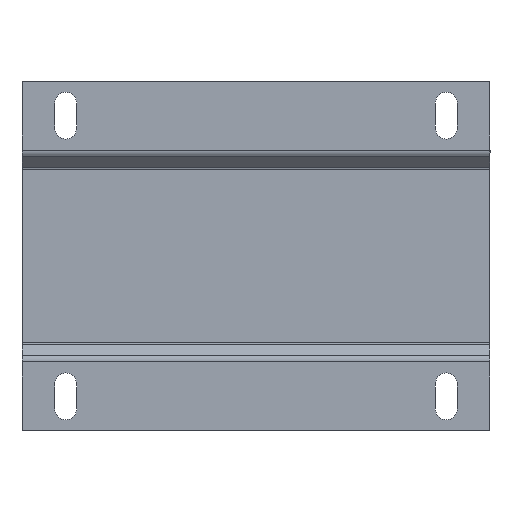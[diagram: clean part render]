
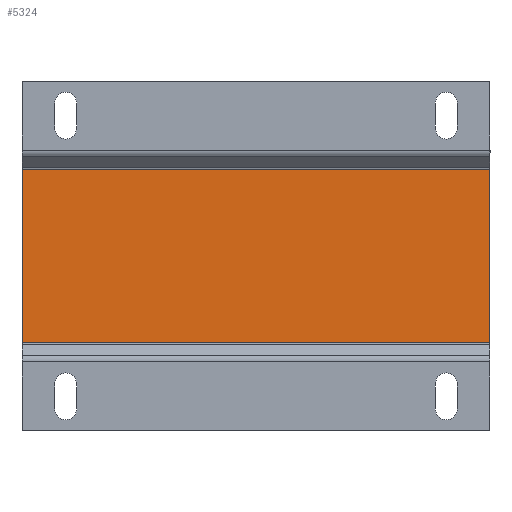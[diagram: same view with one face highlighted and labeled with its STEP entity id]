
A CAD part, front view. The second image highlights one B-rep face of the part: STEP entity #5324.
In plain terms, the highlighted planar face has unit normal (0, -1, 0).
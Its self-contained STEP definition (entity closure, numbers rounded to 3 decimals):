
#624 = CARTESIAN_POINT ( 'NONE',  ( -75., -64.5, -27.757 ) ) ;
#1250 = CARTESIAN_POINT ( 'NONE',  ( -75., -64.5, 27.757 ) ) ;
#1341 = VECTOR ( 'NONE', #4870, 1000. ) ;
#1450 = EDGE_CURVE ( 'NONE', #1625, #9070, #6172, .T. ) ;
#1531 = LINE ( 'NONE', #9322, #5172 ) ;
#1544 = VERTEX_POINT ( 'NONE', #624 ) ;
#1625 = VERTEX_POINT ( 'NONE', #8980 ) ;
#1658 = LINE ( 'NONE', #9044, #5421 ) ;
#1687 = EDGE_CURVE ( 'NONE', #1625, #7180, #1658, .T. ) ;
#1792 = AXIS2_PLACEMENT_3D ( 'NONE', #7669, #5697, #1967 ) ;
#1967 = DIRECTION ( 'NONE',  ( 1., 0., 0. ) ) ;
#3492 = CARTESIAN_POINT ( 'NONE',  ( 75., -64.5, 56. ) ) ;
#4273 = ORIENTED_EDGE ( 'NONE', *, *, #1687, .T. ) ;
#4746 = PLANE ( 'NONE',  #1792 ) ;
#4858 = EDGE_CURVE ( 'NONE', #1544, #7180, #1531, .T. ) ;
#4870 = DIRECTION ( 'NONE',  ( -1., 0., 0. ) ) ;
#4919 = DIRECTION ( 'NONE',  ( 0., 0., -1. ) ) ;
#4969 = DIRECTION ( 'NONE',  ( 0., 0., 1. ) ) ;
#5172 = VECTOR ( 'NONE', #4969, 1000. ) ;
#5246 = VECTOR ( 'NONE', #4919, 1000. ) ;
#5324 = ADVANCED_FACE ( 'NONE', ( #6110 ), #4746, .F. ) ;
#5421 = VECTOR ( 'NONE', #7559, 1000. ) ;
#5697 = DIRECTION ( 'NONE',  ( 0., 1., 0. ) ) ;
#5901 = EDGE_CURVE ( 'NONE', #9070, #1544, #8167, .T. ) ;
#5961 = ORIENTED_EDGE ( 'NONE', *, *, #4858, .F. ) ;
#6110 = FACE_OUTER_BOUND ( 'NONE', #9219, .T. ) ;
#6172 = LINE ( 'NONE', #3492, #5246 ) ;
#6661 = ORIENTED_EDGE ( 'NONE', *, *, #1450, .F. ) ;
#6958 = CARTESIAN_POINT ( 'NONE',  ( 0., -64.5, -27.757 ) ) ;
#7180 = VERTEX_POINT ( 'NONE', #1250 ) ;
#7559 = DIRECTION ( 'NONE',  ( -1., 0., 0. ) ) ;
#7669 = CARTESIAN_POINT ( 'NONE',  ( 0., -64.5, 0. ) ) ;
#8167 = LINE ( 'NONE', #6958, #1341 ) ;
#8199 = CARTESIAN_POINT ( 'NONE',  ( 75., -64.5, -27.757 ) ) ;
#8980 = CARTESIAN_POINT ( 'NONE',  ( 75., -64.5, 27.757 ) ) ;
#9044 = CARTESIAN_POINT ( 'NONE',  ( 0., -64.5, 27.757 ) ) ;
#9070 = VERTEX_POINT ( 'NONE', #8199 ) ;
#9096 = ORIENTED_EDGE ( 'NONE', *, *, #5901, .F. ) ;
#9219 = EDGE_LOOP ( 'NONE', ( #9096, #6661, #4273, #5961 ) ) ;
#9322 = CARTESIAN_POINT ( 'NONE',  ( -75., -64.5, 56. ) ) ;
